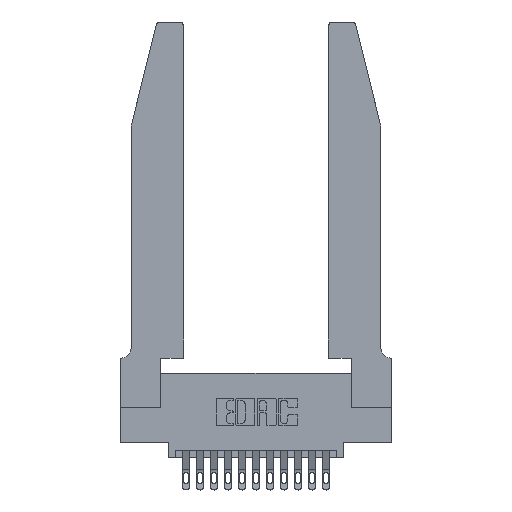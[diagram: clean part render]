
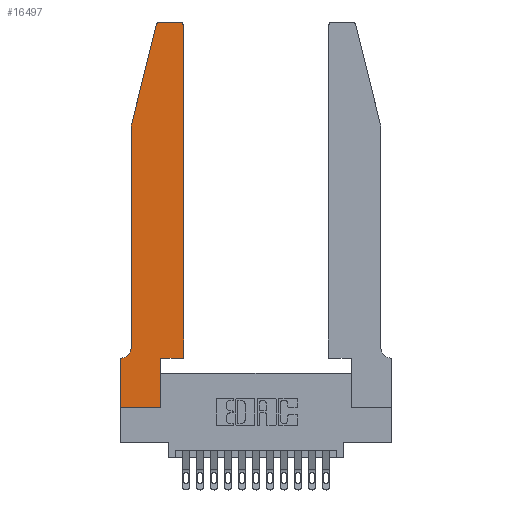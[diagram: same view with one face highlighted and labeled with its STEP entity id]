
A CAD part, top view. The second image highlights one B-rep face of the part: STEP entity #16497.
In plain terms, the highlighted planar face has unit normal (0, 0, 1).
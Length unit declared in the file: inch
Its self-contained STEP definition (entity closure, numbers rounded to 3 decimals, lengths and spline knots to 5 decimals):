
#619 = CARTESIAN_POINT ( 'NONE',  ( 0., 0., 0.37 ) ) ;
#679 = VERTEX_POINT ( 'NONE', #12235 ) ;
#931 = EDGE_CURVE ( 'NONE', #14211, #12180, #16655, .T. ) ;
#1306 = EDGE_CURVE ( 'NONE', #8728, #10958, #15576, .T. ) ;
#1400 = VERTEX_POINT ( 'NONE', #2785 ) ;
#1426 = VECTOR ( 'NONE', #4619, 39.37008 ) ;
#1525 = DIRECTION ( 'NONE',  ( 0., 0., 1. ) ) ;
#1618 = EDGE_CURVE ( 'NONE', #10175, #14211, #13626, .T. ) ;
#1725 = VERTEX_POINT ( 'NONE', #4938 ) ;
#1837 = VECTOR ( 'NONE', #7644, 39.37008 ) ;
#2116 = CARTESIAN_POINT ( 'NONE',  ( 0.0055, 0.42, 0.37 ) ) ;
#2321 = LINE ( 'NONE', #11328, #13011 ) ;
#2785 = CARTESIAN_POINT ( 'NONE',  ( 0.4505, 2.72, 0.37 ) ) ;
#2953 = CARTESIAN_POINT ( 'NONE',  ( 0.4505, 0.35, 0.37 ) ) ;
#3022 = ORIENTED_EDGE ( 'NONE', *, *, #1306, .T. ) ;
#3105 = CARTESIAN_POINT ( 'NONE',  ( 0., 0., 0.37 ) ) ;
#3360 = ORIENTED_EDGE ( 'NONE', *, *, #15004, .T. ) ;
#3539 = CARTESIAN_POINT ( 'NONE',  ( 0.2865, 0., 0.37 ) ) ;
#3689 = VERTEX_POINT ( 'NONE', #4085 ) ;
#3948 = CIRCLE ( 'NONE', #4954, 0.03 ) ;
#4004 = LINE ( 'NONE', #619, #1837 ) ;
#4085 = CARTESIAN_POINT ( 'NONE',  ( 0.284, 2.75, 0.37 ) ) ;
#4162 = DIRECTION ( 'NONE',  ( -1., 0., 0. ) ) ;
#4239 = CIRCLE ( 'NONE', #16942, 0.03 ) ;
#4355 = DIRECTION ( 'NONE',  ( 0., 1., 0. ) ) ;
#4370 = CARTESIAN_POINT ( 'NONE',  ( 0.0755, 2., 0.37 ) ) ;
#4487 = CARTESIAN_POINT ( 'NONE',  ( 0.4505, 0.35, 0.37 ) ) ;
#4619 = DIRECTION ( 'NONE',  ( 0., 1., 0. ) ) ;
#4681 = VERTEX_POINT ( 'NONE', #9477 ) ;
#4807 = LINE ( 'NONE', #4370, #13744 ) ;
#4938 = CARTESIAN_POINT ( 'NONE',  ( 0.25487, 2.72718, 0.37 ) ) ;
#4954 = AXIS2_PLACEMENT_3D ( 'NONE', #13023, #10198, #15692 ) ;
#5143 = ORIENTED_EDGE ( 'NONE', *, *, #16385, .T. ) ;
#5444 = CIRCLE ( 'NONE', #11020, 0.07 ) ;
#5626 = VECTOR ( 'NONE', #4162, 39.37008 ) ;
#5631 = ORIENTED_EDGE ( 'NONE', *, *, #13523, .T. ) ;
#5698 = LINE ( 'NONE', #4487, #12928 ) ;
#5861 = CARTESIAN_POINT ( 'NONE',  ( 0.2865, 0.35, 0.37 ) ) ;
#5918 = ORIENTED_EDGE ( 'NONE', *, *, #13130, .T. ) ;
#6044 = CARTESIAN_POINT ( 'NONE',  ( 0., 0., 0.37 ) ) ;
#6308 = CARTESIAN_POINT ( 'NONE',  ( 0.2605, 2.75, 0.37 ) ) ;
#7076 = VECTOR ( 'NONE', #14258, 39.37008 ) ;
#7475 = DIRECTION ( 'NONE',  ( 0., 0., -1. ) ) ;
#7644 = DIRECTION ( 'NONE',  ( 0., -1., 0. ) ) ;
#7713 = DIRECTION ( 'NONE',  ( -1., 0., 0. ) ) ;
#7927 = ORIENTED_EDGE ( 'NONE', *, *, #14555, .T. ) ;
#8435 = ORIENTED_EDGE ( 'NONE', *, *, #1618, .T. ) ;
#8514 = CARTESIAN_POINT ( 'NONE',  ( 0.4205, 2.72, 0.37 ) ) ;
#8728 = VERTEX_POINT ( 'NONE', #13014 ) ;
#8755 = DIRECTION ( 'NONE',  ( 1., 0., 0. ) ) ;
#8926 = CARTESIAN_POINT ( 'NONE',  ( 0.4505, 0.35, 0.37 ) ) ;
#9412 = ORIENTED_EDGE ( 'NONE', *, *, #16291, .T. ) ;
#9477 = CARTESIAN_POINT ( 'NONE',  ( 0.4205, 2.75, 0.37 ) ) ;
#9533 = EDGE_LOOP ( 'NONE', ( #16634, #3360, #10453, #9412, #5143, #3022, #5631, #8435, #16800, #7927, #12559, #5918 ) ) ;
#9747 = VECTOR ( 'NONE', #4355, 39.37008 ) ;
#10130 = CARTESIAN_POINT ( 'NONE',  ( 0.0755, 0.35, 0.37 ) ) ;
#10175 = VERTEX_POINT ( 'NONE', #6044 ) ;
#10198 = DIRECTION ( 'NONE',  ( 0., 0., 1. ) ) ;
#10453 = ORIENTED_EDGE ( 'NONE', *, *, #12162, .T. ) ;
#10604 = VERTEX_POINT ( 'NONE', #15000 ) ;
#10753 = CARTESIAN_POINT ( 'NONE',  ( 0., 0.35, 0.37 ) ) ;
#10958 = VERTEX_POINT ( 'NONE', #12722 ) ;
#11020 = AXIS2_PLACEMENT_3D ( 'NONE', #2116, #7475, #7713 ) ;
#11259 = DIRECTION ( 'NONE',  ( 1., 0., 0. ) ) ;
#11281 = DIRECTION ( 'NONE',  ( -1., 0., 0. ) ) ;
#11328 = CARTESIAN_POINT ( 'NONE',  ( 0.0755, 2., 0.37 ) ) ;
#11967 = LINE ( 'NONE', #6308, #5626 ) ;
#12162 = EDGE_CURVE ( 'NONE', #1725, #10604, #2321, .T. ) ;
#12180 = VERTEX_POINT ( 'NONE', #5861 ) ;
#12235 = CARTESIAN_POINT ( 'NONE',  ( 0.0755, 0.42, 0.37 ) ) ;
#12559 = ORIENTED_EDGE ( 'NONE', *, *, #17881, .T. ) ;
#12722 = CARTESIAN_POINT ( 'NONE',  ( 0., 0.35, 0.37 ) ) ;
#12742 = DIRECTION ( 'NONE',  ( -0.239, -0.971, 0. ) ) ;
#12928 = VECTOR ( 'NONE', #8755, 39.37008 ) ;
#13011 = VECTOR ( 'NONE', #12742, 39.37008 ) ;
#13014 = CARTESIAN_POINT ( 'NONE',  ( 0.0055, 0.35, 0.37 ) ) ;
#13023 = CARTESIAN_POINT ( 'NONE',  ( 0.284, 2.72, 0.37 ) ) ;
#13130 = EDGE_CURVE ( 'NONE', #1400, #4681, #4239, .T. ) ;
#13523 = EDGE_CURVE ( 'NONE', #10958, #10175, #4004, .T. ) ;
#13626 = LINE ( 'NONE', #3105, #7076 ) ;
#13744 = VECTOR ( 'NONE', #14243, 39.37008 ) ;
#13839 = AXIS2_PLACEMENT_3D ( 'NONE', #10753, #16117, #17442 ) ;
#14211 = VERTEX_POINT ( 'NONE', #3539 ) ;
#14243 = DIRECTION ( 'NONE',  ( 0., -1., 0. ) ) ;
#14258 = DIRECTION ( 'NONE',  ( 1., 0., 0. ) ) ;
#14555 = EDGE_CURVE ( 'NONE', #12180, #14659, #5698, .T. ) ;
#14566 = LINE ( 'NONE', #2953, #9747 ) ;
#14598 = FACE_OUTER_BOUND ( 'NONE', #9533, .T. ) ;
#14659 = VERTEX_POINT ( 'NONE', #8926 ) ;
#15000 = CARTESIAN_POINT ( 'NONE',  ( 0.0755, 2., 0.37 ) ) ;
#15004 = EDGE_CURVE ( 'NONE', #3689, #1725, #3948, .T. ) ;
#15113 = VECTOR ( 'NONE', #11281, 39.37008 ) ;
#15576 = LINE ( 'NONE', #10130, #15113 ) ;
#15692 = DIRECTION ( 'NONE',  ( 1., 0., 0. ) ) ;
#15709 = CARTESIAN_POINT ( 'NONE',  ( 0.2865, 0.35, 0.37 ) ) ;
#16117 = DIRECTION ( 'NONE',  ( 0., 0., 1. ) ) ;
#16291 = EDGE_CURVE ( 'NONE', #10604, #679, #4807, .T. ) ;
#16342 = PLANE ( 'NONE',  #13839 ) ;
#16385 = EDGE_CURVE ( 'NONE', #679, #8728, #5444, .T. ) ;
#16497 = ADVANCED_FACE ( 'NONE', ( #14598 ), #16342, .T. ) ;
#16634 = ORIENTED_EDGE ( 'NONE', *, *, #17165, .T. ) ;
#16655 = LINE ( 'NONE', #15709, #1426 ) ;
#16800 = ORIENTED_EDGE ( 'NONE', *, *, #931, .T. ) ;
#16942 = AXIS2_PLACEMENT_3D ( 'NONE', #8514, #1525, #11259 ) ;
#17165 = EDGE_CURVE ( 'NONE', #4681, #3689, #11967, .T. ) ;
#17442 = DIRECTION ( 'NONE',  ( 1., 0., 0. ) ) ;
#17881 = EDGE_CURVE ( 'NONE', #14659, #1400, #14566, .T. ) ;
